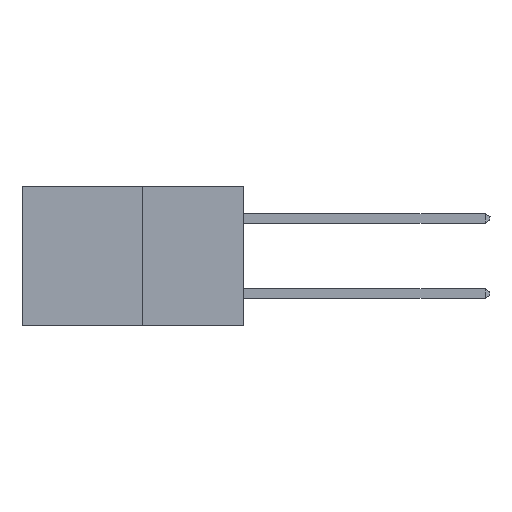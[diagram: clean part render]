
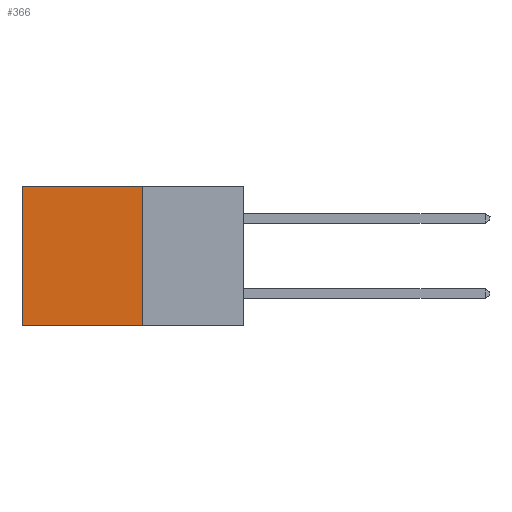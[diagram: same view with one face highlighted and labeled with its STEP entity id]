
A CAD part, left-side view. The second image highlights one B-rep face of the part: STEP entity #366.
In plain terms, the highlighted planar face has unit normal (-1, 0, 0).
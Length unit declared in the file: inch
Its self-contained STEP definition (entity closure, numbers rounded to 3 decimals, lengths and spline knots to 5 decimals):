
#366 = ADVANCED_FACE ( 'NONE', ( #15208 ), #13148, .F. ) ;
#445 = CARTESIAN_POINT ( 'NONE',  ( 0.277, 0.27, -0.37 ) ) ;
#2074 = CARTESIAN_POINT ( 'NONE',  ( 0.277, 0.27, -0.37 ) ) ;
#3164 = DIRECTION ( 'NONE',  ( 0., 0., -1. ) ) ;
#3426 = LINE ( 'NONE', #445, #11197 ) ;
#4116 = CARTESIAN_POINT ( 'NONE',  ( 0.277, 0.27, 0. ) ) ;
#4375 = ORIENTED_EDGE ( 'NONE', *, *, #16125, .F. ) ;
#4397 = VECTOR ( 'NONE', #3164, 39.37008 ) ;
#4533 = AXIS2_PLACEMENT_3D ( 'NONE', #2074, #13338, #13326 ) ;
#5133 = DIRECTION ( 'NONE',  ( 0., 1., 0. ) ) ;
#5269 = CARTESIAN_POINT ( 'NONE',  ( 0.277, 0.27, 0. ) ) ;
#5463 = CARTESIAN_POINT ( 'NONE',  ( 0.277, 0.59, -0.37 ) ) ;
#5510 = VERTEX_POINT ( 'NONE', #10660 ) ;
#5632 = EDGE_CURVE ( 'NONE', #6754, #15704, #7338, .T. ) ;
#5838 = EDGE_CURVE ( 'NONE', #13623, #5510, #11367, .T. ) ;
#6363 = ORIENTED_EDGE ( 'NONE', *, *, #16746, .T. ) ;
#6754 = VERTEX_POINT ( 'NONE', #17347 ) ;
#7338 = LINE ( 'NONE', #8033, #11146 ) ;
#7548 = VECTOR ( 'NONE', #5133, 39.37008 ) ;
#7978 = DIRECTION ( 'NONE',  ( 0., 1., 0. ) ) ;
#8033 = CARTESIAN_POINT ( 'NONE',  ( 0.277, 0.27, -0.37 ) ) ;
#10660 = CARTESIAN_POINT ( 'NONE',  ( 0.277, 0.59, 0. ) ) ;
#10909 = ORIENTED_EDGE ( 'NONE', *, *, #5838, .T. ) ;
#11146 = VECTOR ( 'NONE', #7978, 39.37008 ) ;
#11197 = VECTOR ( 'NONE', #12114, 39.37008 ) ;
#11367 = LINE ( 'NONE', #5269, #7548 ) ;
#12114 = DIRECTION ( 'NONE',  ( 0., 0., -1. ) ) ;
#13148 = PLANE ( 'NONE',  #4533 ) ;
#13326 = DIRECTION ( 'NONE',  ( 0., 0., -1. ) ) ;
#13338 = DIRECTION ( 'NONE',  ( 1., 0., 0. ) ) ;
#13528 = ORIENTED_EDGE ( 'NONE', *, *, #5632, .F. ) ;
#13623 = VERTEX_POINT ( 'NONE', #4116 ) ;
#14792 = CARTESIAN_POINT ( 'NONE',  ( 0.277, 0.59, -0.37 ) ) ;
#15208 = FACE_OUTER_BOUND ( 'NONE', #17891, .T. ) ;
#15704 = VERTEX_POINT ( 'NONE', #5463 ) ;
#15901 = LINE ( 'NONE', #14792, #4397 ) ;
#16125 = EDGE_CURVE ( 'NONE', #13623, #6754, #3426, .T. ) ;
#16746 = EDGE_CURVE ( 'NONE', #5510, #15704, #15901, .T. ) ;
#17347 = CARTESIAN_POINT ( 'NONE',  ( 0.277, 0.27, -0.37 ) ) ;
#17891 = EDGE_LOOP ( 'NONE', ( #6363, #13528, #4375, #10909 ) ) ;
